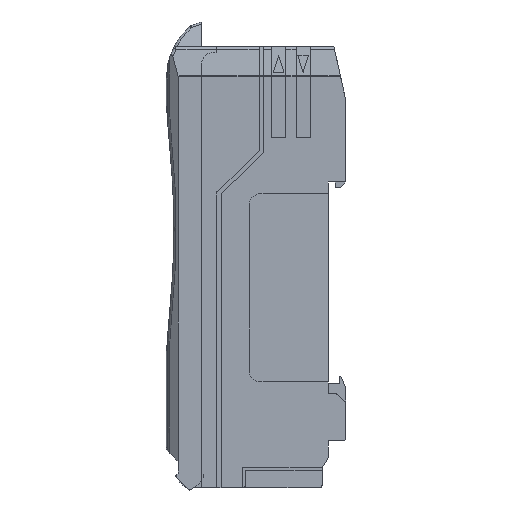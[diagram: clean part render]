
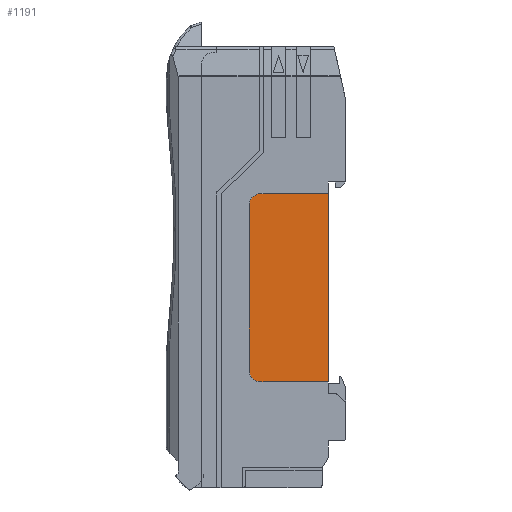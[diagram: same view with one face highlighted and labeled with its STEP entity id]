
A CAD part, left-side view. The second image highlights one B-rep face of the part: STEP entity #1191.
In plain terms, the highlighted planar face has unit normal (-1, 0, 0).
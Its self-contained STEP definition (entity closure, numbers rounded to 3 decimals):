
#1191 = ADVANCED_FACE ( 'NONE', ( #34036 ), #14079, .F. ) ;
#1790 = EDGE_CURVE ( 'NONE', #19447, #20716, #7860, .T. ) ;
#2401 = AXIS2_PLACEMENT_3D ( 'NONE', #40764, #19014, #44397 ) ;
#3192 = LINE ( 'NONE', #36131, #39455 ) ;
#3302 = DIRECTION ( 'NONE',  ( 0., 0., 1. ) ) ;
#3833 = LINE ( 'NONE', #16817, #21961 ) ;
#7860 = CIRCLE ( 'NONE', #45033, 2. ) ;
#9308 = VERTEX_POINT ( 'NONE', #46619 ) ;
#10699 = EDGE_CURVE ( 'NONE', #40232, #21566, #3833, .T. ) ;
#10925 = ORIENTED_EDGE ( 'NONE', *, *, #34978, .F. ) ;
#12048 = CARTESIAN_POINT ( 'NONE',  ( -5.1, 8.7, -34. ) ) ;
#12811 = DIRECTION ( 'NONE',  ( 1., 0., 0. ) ) ;
#13814 = VERTEX_POINT ( 'NONE', #23783 ) ;
#14079 = PLANE ( 'NONE',  #44395 ) ;
#14090 = ORIENTED_EDGE ( 'NONE', *, *, #43911, .F. ) ;
#14549 = CARTESIAN_POINT ( 'NONE',  ( -5.1, 3., -34. ) ) ;
#15718 = VECTOR ( 'NONE', #42806, 1000. ) ;
#16258 = EDGE_CURVE ( 'NONE', #9308, #13814, #33104, .T. ) ;
#16817 = CARTESIAN_POINT ( 'NONE',  ( -5.1, 3., -23.424 ) ) ;
#17716 = CARTESIAN_POINT ( 'NONE',  ( -5.1, 16.4, -34. ) ) ;
#18615 = EDGE_LOOP ( 'NONE', ( #30892, #10925, #31611, #44795, #43374, #14090 ) ) ;
#19014 = DIRECTION ( 'NONE',  ( 1., 0., 0. ) ) ;
#19447 = VERTEX_POINT ( 'NONE', #29299 ) ;
#20716 = VERTEX_POINT ( 'NONE', #31396 ) ;
#21566 = VERTEX_POINT ( 'NONE', #36698 ) ;
#21961 = VECTOR ( 'NONE', #38491, 1000. ) ;
#23783 = CARTESIAN_POINT ( 'NONE',  ( -5.1, 16.4, -32. ) ) ;
#24617 = EDGE_CURVE ( 'NONE', #40232, #9308, #42417, .T. ) ;
#25007 = DIRECTION ( 'NONE',  ( 1., 0., 0. ) ) ;
#29299 = CARTESIAN_POINT ( 'NONE',  ( -5.1, 16.4, -4. ) ) ;
#30892 = ORIENTED_EDGE ( 'NONE', *, *, #1790, .F. ) ;
#31396 = CARTESIAN_POINT ( 'NONE',  ( -5.1, 14.4, -2. ) ) ;
#31611 = ORIENTED_EDGE ( 'NONE', *, *, #16258, .F. ) ;
#32330 = CARTESIAN_POINT ( 'NONE',  ( -5.1, 8.7, -2. ) ) ;
#33104 = CIRCLE ( 'NONE', #2401, 2. ) ;
#33858 = LINE ( 'NONE', #32330, #15718 ) ;
#34036 = FACE_OUTER_BOUND ( 'NONE', #18615, .T. ) ;
#34507 = CARTESIAN_POINT ( 'NONE',  ( -5.1, 14.4, -4. ) ) ;
#34978 = EDGE_CURVE ( 'NONE', #13814, #19447, #3192, .T. ) ;
#35018 = VECTOR ( 'NONE', #37408, 1000. ) ;
#36131 = CARTESIAN_POINT ( 'NONE',  ( -5.1, 16.4, -18. ) ) ;
#36698 = CARTESIAN_POINT ( 'NONE',  ( -5.1, 3., -2. ) ) ;
#37408 = DIRECTION ( 'NONE',  ( 0., 1., 0. ) ) ;
#38146 = DIRECTION ( 'NONE',  ( 0., -1., 0. ) ) ;
#38491 = DIRECTION ( 'NONE',  ( 0., 0., 1. ) ) ;
#39455 = VECTOR ( 'NONE', #43608, 1000. ) ;
#40232 = VERTEX_POINT ( 'NONE', #14549 ) ;
#40764 = CARTESIAN_POINT ( 'NONE',  ( -5.1, 14.4, -32. ) ) ;
#42417 = LINE ( 'NONE', #12048, #35018 ) ;
#42806 = DIRECTION ( 'NONE',  ( 0., -1., 0. ) ) ;
#43374 = ORIENTED_EDGE ( 'NONE', *, *, #10699, .T. ) ;
#43608 = DIRECTION ( 'NONE',  ( 0., 0., 1. ) ) ;
#43911 = EDGE_CURVE ( 'NONE', #20716, #21566, #33858, .T. ) ;
#44395 = AXIS2_PLACEMENT_3D ( 'NONE', #17716, #25007, #3302 ) ;
#44397 = DIRECTION ( 'NONE',  ( 0., -1., 0. ) ) ;
#44795 = ORIENTED_EDGE ( 'NONE', *, *, #24617, .F. ) ;
#45033 = AXIS2_PLACEMENT_3D ( 'NONE', #34507, #12811, #38146 ) ;
#46619 = CARTESIAN_POINT ( 'NONE',  ( -5.1, 14.4, -34. ) ) ;
